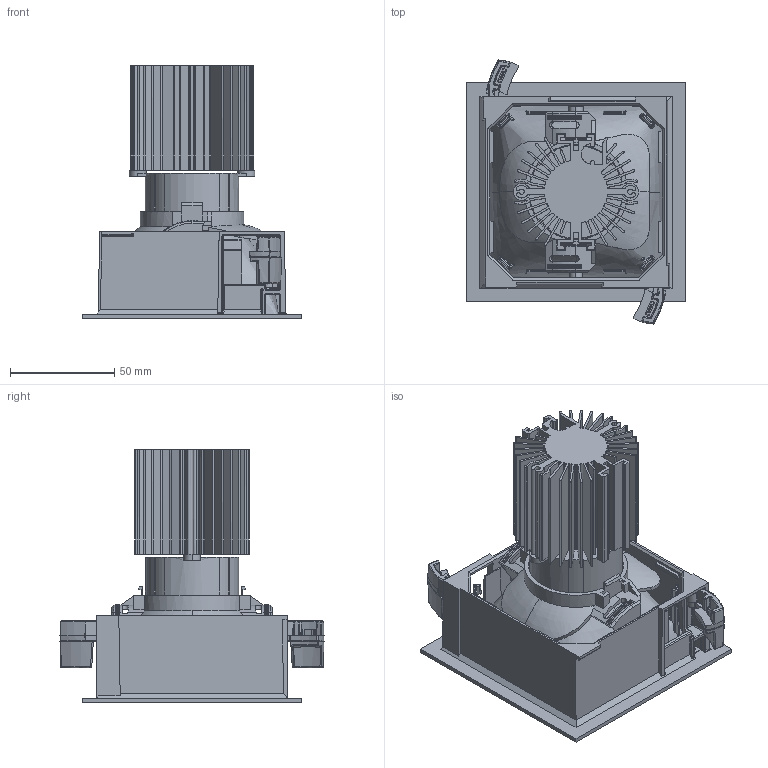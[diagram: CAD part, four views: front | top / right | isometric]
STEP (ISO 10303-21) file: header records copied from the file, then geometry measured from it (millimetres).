
FILE_DESCRIPTION(/* description */ (''),/* implementation_level */ '2;1');
FILE_NAME(/* name */ 'M2582X0_EVERYTHING 105 SQUARE ADJ',/* time_stamp */ '2018-03-06T11:42:36+01:00',/* author */ (''),/* organization */ (''),/* preprocessor_version */ 'ST-DEVELOPER v15',/* originating_system */ '',/* authorisation */ '');
FILE_SCHEMA (('CONFIG_CONTROL_DESIGN'));
Length unit declared in the file: metre
Products named in the file (1): Document
Bounding box: 105.07 x 126.39 x 121 mm (x, y, z)
Volume: 27882.5 mm3; surface area: 145038.9 mm2
Topology: 5 solids, 10 shells, 1550 faces, 4093 edges, 2499 vertices
Faces by surface type: bspline 881, plane 669
Entity records: 115287 total; most frequent: CARTESIAN_POINT 91615, ORIENTED_EDGE 7987, EDGE_CURVE 4017, VERTEX_POINT 2506, B_SPLINE_CURVE_WITH_KNOTS 2213, EDGE_LOOP 1629, ADVANCED_FACE 1549, FACE_OUTER_BOUND 1549
